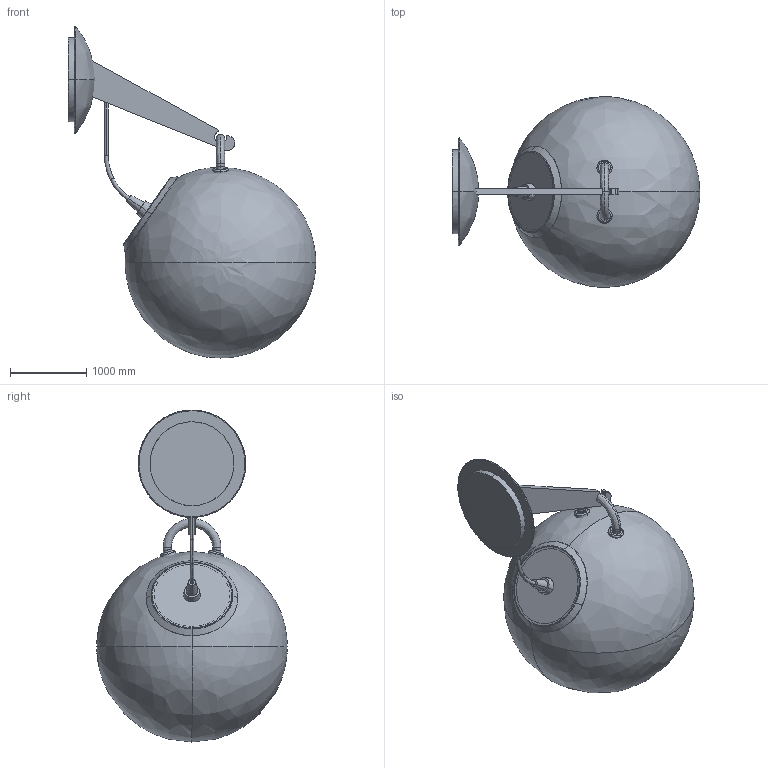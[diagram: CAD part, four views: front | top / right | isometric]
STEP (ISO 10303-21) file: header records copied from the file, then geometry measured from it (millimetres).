
FILE_DESCRIPTION(/* description */ (''),/* implementation_level */ '2;1');
FILE_NAME(/* name */ 'Miconos_Parete_3D',/* time_stamp */ '2012-01-18T09:53:34+01:00',/* author */ (''),/* organization */ (''),/* preprocessor_version */ 'ST-DEVELOPER v10',/* originating_system */ '',/* authorisation */ '');
FILE_SCHEMA (('CONFIG_CONTROL_DESIGN'));
Length unit declared in the file: centimetre
Products named in the file (1): 1
Bounding box: 3247.68 x 2500 x 4354.91 mm (x, y, z)
Volume: 834937022.5 mm3; surface area: 49050375.2 mm2
Topology: 5 solids, 29 shells, 163 faces, 430 edges, 292 vertices
Faces by surface type: bspline 142, plane 21
Entity records: 6433 total; most frequent: CARTESIAN_POINT 4177, ORIENTED_EDGE 714, EDGE_CURVE 410, VERTEX_POINT 284, EDGE_LOOP 170, ADVANCED_FACE 163, FACE_OUTER_BOUND 163, B_SPLINE_CURVE_WITH_KNOTS 112
